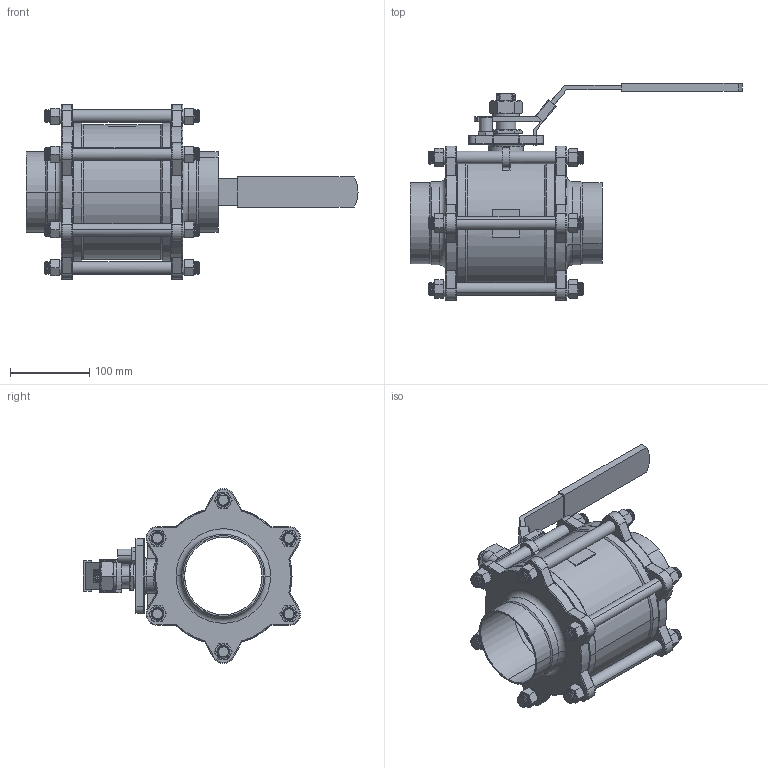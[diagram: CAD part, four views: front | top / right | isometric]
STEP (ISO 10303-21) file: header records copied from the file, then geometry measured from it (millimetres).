
FILE_DESCRIPTION((''),'2;1');
FILE_NAME('2012CM-100_ASM','2014-12-24T',('Administrator'),(''),'PRO/ENGINEER BY PARAMETRIC TECHNOLOGY CORPORATION, 2011080','PRO/ENGINEER BY PARAMETRIC TECHNOLOGY CORPORATION, 2011080','');
FILE_SCHEMA(('CONFIG_CONTROL_DESIGN'));
Length unit declared in the file: millimetre
Products named in the file (13): 2013CM-BODY-100_2; 2013CM-BALL-100_2; 2013CM-STME-100_2; 2013CM-GLANDNUT-100_2; 2013CM-HANDLE-100_2; DIANPIAN100_2; DIANPIANLUOMU_2; 2013CM-STOPPIN-100_2; 2012CM-CAP-BW-100; 2013CM-STUD-100_2; LUOGANDIANPIAN; LUOMU080; 2012CM-100_ASM
Assembly tree (40 placements, depth 2):
  2012CM-100_ASM
    2013CM-BODY-100_2
    2013CM-BALL-100_2
    2013CM-STME-100_2
    2013CM-GLANDNUT-100_2
    2013CM-HANDLE-100_2
    DIANPIAN100_2
    DIANPIANLUOMU_2
    2013CM-STOPPIN-100_2
    2012CM-CAP-BW-100  x2
    2013CM-STUD-100_2  x6
    LUOGANDIANPIAN  x12
    LUOMU080  x12
Bounding box: 417.9 x 273.19 x 219.9 mm (x, y, z)
Volume: 2336083.5 mm3; surface area: 561292.7 mm2
Topology: 40 solids, 40 shells, 1169 faces, 2986 edges, 1907 vertices
Faces by surface type: cylinder 363, plane 279, cone 218, bspline 195, torus 106, sphere 8
Entity records: 33330 total; most frequent: CARTESIAN_POINT 19389, ORIENTED_EDGE 2986, DIRECTION 2630, EDGE_CURVE 1493, AXIS2_PLACEMENT_3D 1051, VERTEX_POINT 937, EDGE_LOOP 646, FACE_OUTER_BOUND 591
